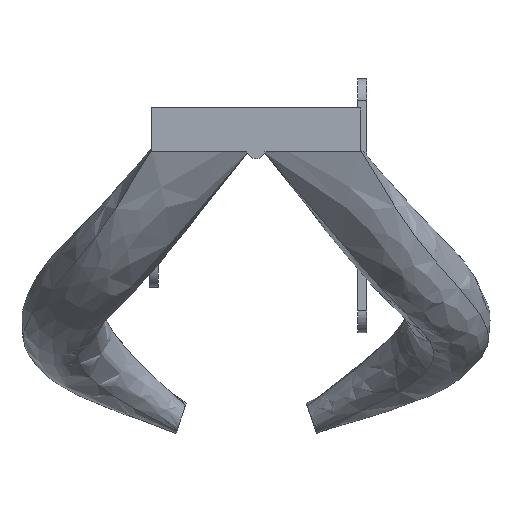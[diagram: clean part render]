
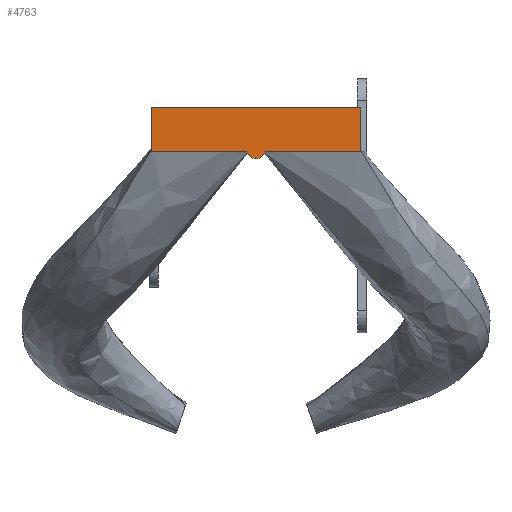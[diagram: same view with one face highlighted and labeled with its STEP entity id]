
A CAD part, front view. The second image highlights one B-rep face of the part: STEP entity #4763.
In plain terms, the highlighted planar face has unit normal (0, -1, 0).
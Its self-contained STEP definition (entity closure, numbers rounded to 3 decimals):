
#827=CARTESIAN_POINT('',(166.198,-43.461,485.459));
#828=VERTEX_POINT('',#827);
#835=CARTESIAN_POINT('',(145.998,-43.461,485.459));
#836=VERTEX_POINT('',#835);
#837=CARTESIAN_POINT('',(166.198,-43.461,485.459));
#838=DIRECTION('',(-1.,0.,0.));
#839=VECTOR('',#838,20.2);
#840=LINE('',#837,#839);
#841=EDGE_CURVE('',#828,#836,#840,.T.);
#902=CARTESIAN_POINT('',(190.198,-43.461,485.459));
#903=VERTEX_POINT('',#902);
#904=CARTESIAN_POINT('',(169.998,-43.461,485.459));
#905=VERTEX_POINT('',#904);
#906=CARTESIAN_POINT('',(190.198,-43.461,485.459));
#907=DIRECTION('',(-1.,0.,0.));
#908=VECTOR('',#907,20.2);
#909=LINE('',#906,#908);
#910=EDGE_CURVE('',#903,#905,#909,.T.);
#4704=CARTESIAN_POINT('',(146.,-43.461,494.709));
#4705=VERTEX_POINT('',#4704);
#4706=CARTESIAN_POINT('',(145.998,-43.461,485.459));
#4707=DIRECTION('',(0.,0.,1.));
#4708=VECTOR('',#4707,9.25);
#4709=LINE('',#4706,#4708);
#4710=EDGE_CURVE('',#836,#4705,#4709,.T.);
#4723=CARTESIAN_POINT('',(168.098,-43.461,485.452));
#4724=DIRECTION('',(0.,-1.,0.));
#4725=DIRECTION('',(0.,0.,-1.));
#4726=AXIS2_PLACEMENT_3D('',#4723,#4724,#4725);
#4727=PLANE('',#4726);
#4728=CARTESIAN_POINT('',(168.098,-43.461,483.959));
#4729=VERTEX_POINT('',#4728);
#4730=CARTESIAN_POINT('',(168.135,-43.461,485.959));
#4731=DIRECTION('',(0.,-1.,0.));
#4732=DIRECTION('',(0.,0.,-1.));
#4733=AXIS2_PLACEMENT_3D('',#4730,#4731,#4732);
#4734=CIRCLE('',#4733,2.);
#4735=EDGE_CURVE('',#828,#4729,#4734,.T.);
#4736=ORIENTED_EDGE('',*,*,#4735,.T.);
#4737=CARTESIAN_POINT('',(168.062,-43.461,485.959));
#4738=DIRECTION('',(0.,-1.,0.));
#4739=DIRECTION('',(0.,0.,-1.));
#4740=AXIS2_PLACEMENT_3D('',#4737,#4738,#4739);
#4741=CIRCLE('',#4740,2.);
#4742=EDGE_CURVE('',#4729,#905,#4741,.T.);
#4743=ORIENTED_EDGE('',*,*,#4742,.T.);
#4744=ORIENTED_EDGE('',*,*,#910,.F.);
#4745=CARTESIAN_POINT('',(190.2,-43.461,494.7));
#4746=VERTEX_POINT('',#4745);
#4747=CARTESIAN_POINT('',(190.198,-43.461,485.459));
#4748=DIRECTION('',(0.,0.,1.));
#4749=VECTOR('',#4748,9.241);
#4750=LINE('',#4747,#4749);
#4751=EDGE_CURVE('',#903,#4746,#4750,.T.);
#4752=ORIENTED_EDGE('',*,*,#4751,.T.);
#4753=CARTESIAN_POINT('',(146.,-43.461,494.709));
#4754=DIRECTION('',(1.,0.,0.));
#4755=VECTOR('',#4754,44.2);
#4756=LINE('',#4753,#4755);
#4757=EDGE_CURVE('',#4705,#4746,#4756,.T.);
#4758=ORIENTED_EDGE('',*,*,#4757,.F.);
#4759=ORIENTED_EDGE('',*,*,#4710,.F.);
#4760=ORIENTED_EDGE('',*,*,#841,.F.);
#4761=EDGE_LOOP('',(#4736,#4743,#4744,#4752,#4758,#4759,#4760));
#4762=FACE_BOUND('',#4761,.T.);
#4763=ADVANCED_FACE('',(#4762),#4727,.T.);
